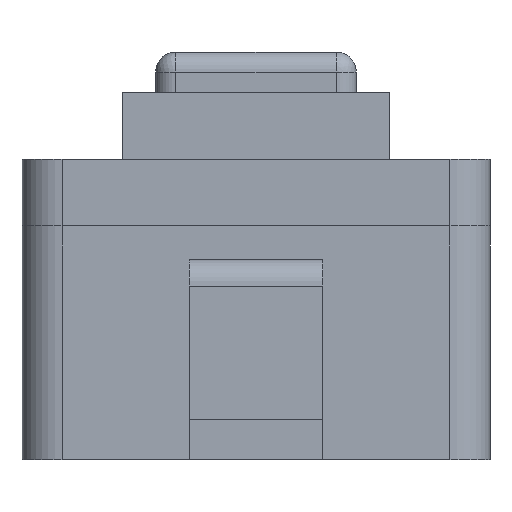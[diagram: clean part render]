
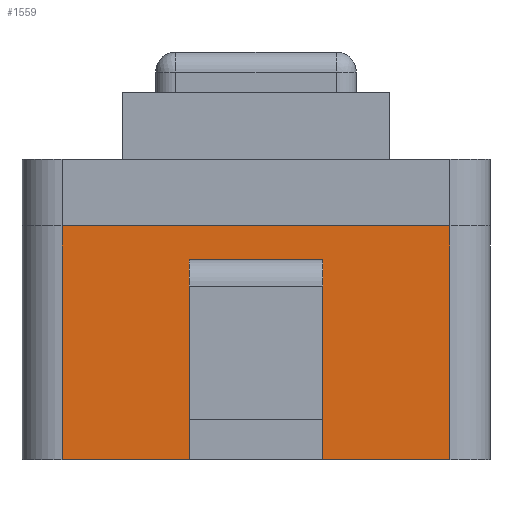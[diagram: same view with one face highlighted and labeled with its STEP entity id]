
A CAD part, left-side view. The second image highlights one B-rep face of the part: STEP entity #1559.
In plain terms, the highlighted planar face has unit normal (-1, 0, 0).
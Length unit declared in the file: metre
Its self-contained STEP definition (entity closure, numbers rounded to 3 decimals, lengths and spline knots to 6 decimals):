
#436=ORIENTED_EDGE('',*,*,#680,.F.);
#437=ORIENTED_EDGE('',*,*,#655,.F.);
#438=ORIENTED_EDGE('',*,*,#681,.F.);
#439=ORIENTED_EDGE('',*,*,#682,.F.);
#655=EDGE_CURVE('',#803,#801,#955,.T.);
#680=EDGE_CURVE('',#801,#820,#980,.T.);
#681=EDGE_CURVE('',#821,#803,#981,.T.);
#682=EDGE_CURVE('',#820,#821,#982,.T.);
#801=VERTEX_POINT('',#3020);
#803=VERTEX_POINT('',#3025);
#820=VERTEX_POINT('',#3079);
#821=VERTEX_POINT('',#3081);
#955=LINE('',#3026,#1119);
#980=LINE('',#3078,#1144);
#981=LINE('',#3080,#1145);
#982=LINE('',#3082,#1146);
#1119=VECTOR('',#2602,1.);
#1144=VECTOR('',#2649,1.);
#1145=VECTOR('',#2650,1.);
#1146=VECTOR('',#2651,1.);
#1237=EDGE_LOOP('',(#436,#437,#438,#439));
#1329=FACE_BOUND('',#1237,.T.);
#1395=PLANE('',#2250);
#1559=ADVANCED_FACE('',(#1329),#1395,.T.);
#2250=AXIS2_PLACEMENT_3D('',#3077,#2647,#2648);
#2602=DIRECTION('',(0.,1.,0.));
#2647=DIRECTION('',(-1.,0.,0.));
#2648=DIRECTION('',(0.,-1.,0.));
#2649=DIRECTION('',(0.,0.,1.));
#2650=DIRECTION('',(0.,0.,-1.));
#2651=DIRECTION('',(0.,-1.,0.));
#3020=CARTESIAN_POINT('',(-0.003,0.00145,0.));
#3025=CARTESIAN_POINT('',(-0.003,-0.00145,0.));
#3026=CARTESIAN_POINT('',(-0.003,-0.00175,0.));
#3077=CARTESIAN_POINT('',(-0.003,0.00175,0.));
#3078=CARTESIAN_POINT('',(-0.003,0.00145,0.));
#3079=CARTESIAN_POINT('',(-0.003,0.00145,0.00175));
#3080=CARTESIAN_POINT('',(-0.003,-0.00145,0.));
#3081=CARTESIAN_POINT('',(-0.003,-0.00145,0.00175));
#3082=CARTESIAN_POINT('',(-0.003,0.,0.00175));
